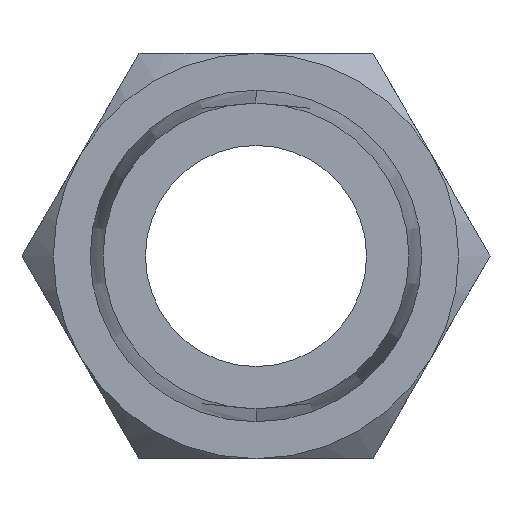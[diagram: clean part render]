
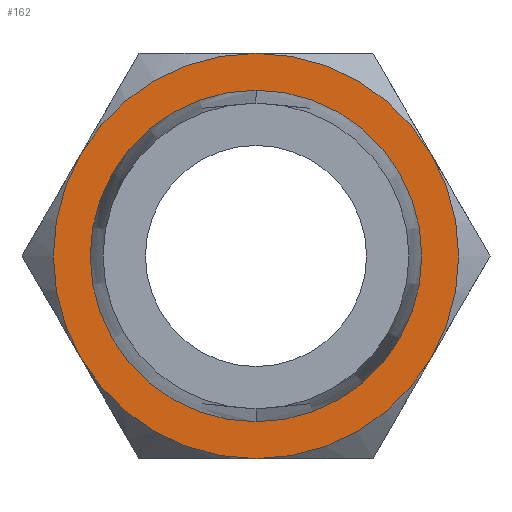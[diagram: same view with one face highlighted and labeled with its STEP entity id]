
A CAD part, left-side view. The second image highlights one B-rep face of the part: STEP entity #162.
In plain terms, the highlighted planar face has unit normal (-1, 0, 0).
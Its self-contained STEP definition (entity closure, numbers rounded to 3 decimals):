
#11 = EDGE_CURVE ( 'NONE', #4764, #4793, #1010, .T. ) ;
#130 = AXIS2_PLACEMENT_3D ( 'NONE', #819, #2699, #360 ) ;
#162 = ADVANCED_FACE ( 'NONE', ( #4200, #5601 ), #5081, .F. ) ;
#283 = CARTESIAN_POINT ( 'NONE',  ( 10., 0., 0. ) ) ;
#293 = DIRECTION ( 'NONE',  ( -1., 0., 0. ) ) ;
#360 = DIRECTION ( 'NONE',  ( 0., 0., -1. ) ) ;
#422 = CARTESIAN_POINT ( 'NONE',  ( 10., 0., -5.5 ) ) ;
#539 = CARTESIAN_POINT ( 'NONE',  ( 10., -4.763, 2.75 ) ) ;
#638 = DIRECTION ( 'NONE',  ( 0., 0., 1. ) ) ;
#755 = CARTESIAN_POINT ( 'NONE',  ( 10., 0., 0. ) ) ;
#762 = ORIENTED_EDGE ( 'NONE', *, *, #5832, .F. ) ;
#819 = CARTESIAN_POINT ( 'NONE',  ( 10., 0., 0. ) ) ;
#825 = DIRECTION ( 'NONE',  ( 1., 0., 0. ) ) ;
#881 = CARTESIAN_POINT ( 'NONE',  ( 10., 0., 0. ) ) ;
#924 = CARTESIAN_POINT ( 'NONE',  ( 10., 0., 0. ) ) ;
#1010 = CIRCLE ( 'NONE', #4452, 4.5 ) ;
#1030 = AXIS2_PLACEMENT_3D ( 'NONE', #3682, #2292, #5552 ) ;
#1117 = CIRCLE ( 'NONE', #4564, 5.5 ) ;
#1284 = ORIENTED_EDGE ( 'NONE', *, *, #3292, .F. ) ;
#1335 = DIRECTION ( 'NONE',  ( 1., 0., 0. ) ) ;
#1463 = DIRECTION ( 'NONE',  ( 1., 0., 0. ) ) ;
#1552 = ORIENTED_EDGE ( 'NONE', *, *, #3697, .F. ) ;
#1563 = CARTESIAN_POINT ( 'NONE',  ( 10., 0., 0. ) ) ;
#1731 = AXIS2_PLACEMENT_3D ( 'NONE', #2733, #825, #3749 ) ;
#1964 = DIRECTION ( 'NONE',  ( -1., 0., 0. ) ) ;
#2083 = ORIENTED_EDGE ( 'NONE', *, *, #4704, .F. ) ;
#2100 = CIRCLE ( 'NONE', #130, 5.5 ) ;
#2292 = DIRECTION ( 'NONE',  ( -1., 0., 0. ) ) ;
#2293 = AXIS2_PLACEMENT_3D ( 'NONE', #924, #2803, #3614 ) ;
#2297 = EDGE_LOOP ( 'NONE', ( #5143, #2083 ) ) ;
#2313 = EDGE_CURVE ( 'NONE', #3140, #5413, #2100, .T. ) ;
#2320 = CIRCLE ( 'NONE', #3794, 4.5 ) ;
#2446 = CARTESIAN_POINT ( 'NONE',  ( 10., 0., 4.5 ) ) ;
#2646 = ORIENTED_EDGE ( 'NONE', *, *, #2313, .F. ) ;
#2691 = CARTESIAN_POINT ( 'NONE',  ( 10., -4.763, -2.75 ) ) ;
#2699 = DIRECTION ( 'NONE',  ( 1., 0., 0. ) ) ;
#2733 = CARTESIAN_POINT ( 'NONE',  ( 10., 0., 0. ) ) ;
#2803 = DIRECTION ( 'NONE',  ( 1., 0., 0. ) ) ;
#2909 = CARTESIAN_POINT ( 'NONE',  ( 10., 0., 5.5 ) ) ;
#3140 = VERTEX_POINT ( 'NONE', #2909 ) ;
#3205 = AXIS2_PLACEMENT_3D ( 'NONE', #283, #5914, #3701 ) ;
#3292 = EDGE_CURVE ( 'NONE', #4630, #4790, #1117, .T. ) ;
#3293 = CARTESIAN_POINT ( 'NONE',  ( 10., 4.763, 2.75 ) ) ;
#3399 = CIRCLE ( 'NONE', #5449, 5.5 ) ;
#3590 = CIRCLE ( 'NONE', #3205, 5.5 ) ;
#3595 = CIRCLE ( 'NONE', #1030, 5.5 ) ;
#3614 = DIRECTION ( 'NONE',  ( 0., 0., -1. ) ) ;
#3682 = CARTESIAN_POINT ( 'NONE',  ( 10., 0., 0. ) ) ;
#3691 = DIRECTION ( 'NONE',  ( 0., 0., -1. ) ) ;
#3697 = EDGE_CURVE ( 'NONE', #5342, #4630, #3590, .T. ) ;
#3701 = DIRECTION ( 'NONE',  ( 0., 0., -1. ) ) ;
#3749 = DIRECTION ( 'NONE',  ( 0., 0., -1. ) ) ;
#3754 = ORIENTED_EDGE ( 'NONE', *, *, #5571, .T. ) ;
#3773 = EDGE_LOOP ( 'NONE', ( #1552, #762, #5253, #2646, #3754, #1284 ) ) ;
#3794 = AXIS2_PLACEMENT_3D ( 'NONE', #755, #293, #5969 ) ;
#3990 = CARTESIAN_POINT ( 'NONE',  ( 10., 4.763, -2.75 ) ) ;
#4200 = FACE_BOUND ( 'NONE', #2297, .T. ) ;
#4251 = EDGE_CURVE ( 'NONE', #5413, #4432, #3399, .T. ) ;
#4353 = CARTESIAN_POINT ( 'NONE',  ( 10., 0., -4.5 ) ) ;
#4432 = VERTEX_POINT ( 'NONE', #2691 ) ;
#4452 = AXIS2_PLACEMENT_3D ( 'NONE', #1563, #1964, #638 ) ;
#4534 = CARTESIAN_POINT ( 'NONE',  ( 10., 0., 0. ) ) ;
#4564 = AXIS2_PLACEMENT_3D ( 'NONE', #4534, #1335, #5083 ) ;
#4630 = VERTEX_POINT ( 'NONE', #3990 ) ;
#4704 = EDGE_CURVE ( 'NONE', #4793, #4764, #2320, .T. ) ;
#4764 = VERTEX_POINT ( 'NONE', #2446 ) ;
#4790 = VERTEX_POINT ( 'NONE', #3293 ) ;
#4793 = VERTEX_POINT ( 'NONE', #4353 ) ;
#5081 = PLANE ( 'NONE',  #2293 ) ;
#5083 = DIRECTION ( 'NONE',  ( 0., 0., -1. ) ) ;
#5143 = ORIENTED_EDGE ( 'NONE', *, *, #11, .F. ) ;
#5253 = ORIENTED_EDGE ( 'NONE', *, *, #4251, .F. ) ;
#5342 = VERTEX_POINT ( 'NONE', #422 ) ;
#5413 = VERTEX_POINT ( 'NONE', #539 ) ;
#5449 = AXIS2_PLACEMENT_3D ( 'NONE', #881, #1463, #3691 ) ;
#5457 = CIRCLE ( 'NONE', #1731, 5.5 ) ;
#5552 = DIRECTION ( 'NONE',  ( 0., 0., 1. ) ) ;
#5571 = EDGE_CURVE ( 'NONE', #3140, #4790, #3595, .T. ) ;
#5601 = FACE_OUTER_BOUND ( 'NONE', #3773, .T. ) ;
#5832 = EDGE_CURVE ( 'NONE', #4432, #5342, #5457, .T. ) ;
#5914 = DIRECTION ( 'NONE',  ( 1., 0., 0. ) ) ;
#5969 = DIRECTION ( 'NONE',  ( 0., 0., 1. ) ) ;
